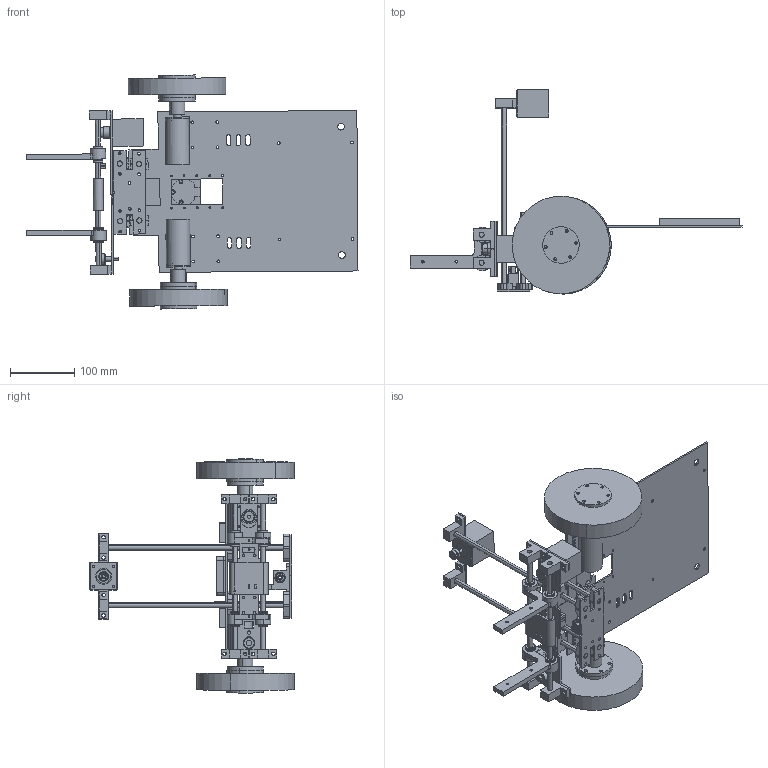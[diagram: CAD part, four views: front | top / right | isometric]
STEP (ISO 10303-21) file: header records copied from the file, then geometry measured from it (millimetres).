
FILE_DESCRIPTION (( 'STEP AP214' ), '1' );
FILE_NAME ('belt_system_V2.STEP', '2021-07-28T14:36:27', ( '' ), ( '' ), 'SwSTEP 2.0', 'SolidWorks 2019', '' );
FILE_SCHEMA (( 'AUTOMOTIVE_DESIGN' ));
Length unit declared in the file: millimetre
Products named in the file (37): Camera Box Top; angular contact ball bearing_68_iso_ISO 15 ABB - 496 - 10,SI,NC,10_68; Linear Bearing with Housing 8 mm shaft; ungrip_rover; Spacer 10 mm for screw 5 mm; Shaft 8 mm 250 mm; Plate Gripper; Plate_Z_bottom_V2; Belt Tightner; Screw Hub; Shaft 8 mm 150 mm; Stepper Nema 17; 2GT_timer; Gripper arm left; Camera Box Bottom; Pulley GT2 20 teeth 5 mm bore 6 mm belt; belt_system_V2; Shaft Support 8 mm flat; Linear Bearing 8 mm; support batterie; radial ball bearing_68_iso_ISO 15 RBB - 325 - 8,SI,NC,8_68; Gripper arm right; Idler; Frame; pince_courroie; Shaft support 8mm upright; Motor Bracket; hex nut gradec_iso_ISO - 4034 - M5 - N; X-axis; Shaft 8 mm 300 mm; equerre3; Plaque_dessus_profil; Wheel; Front Rail Panel; Screw M5 30 mm; montage_courroie_profil; Motor Pololu 131_1
Assembly tree (61 placements, depth 4):
  belt_system_V2
    ungrip_rover
      Screw Hub  x2
      Motor Pololu 131_1  x2
      Motor Bracket  x2
      Wheel  x2
      Frame
      Camera Box Bottom
      Camera Box Top
      support batterie  x2
      Shaft Support 8 mm flat  x2
    montage_courroie_profil
      Plaque_dessus_profil
      radial ball bearing_68_iso_ISO 15 RBB - 325 - 8,SI,NC,8_68
      hex nut gradec_iso_ISO - 4034 - M5 - N
      angular contact ball bearing_68_iso_ISO 15 ABB - 496 - 10,SI,NC,10_68
      pince_courroie
      X-axis
        Shaft support 8mm upright  x4
        Shaft 8 mm 250 mm  x2
        Stepper Nema 17
        Spacer 10 mm for screw 5 mm
        Linear Bearing 8 mm  x4
        Screw M5 30 mm
        Linear Bearing with Housing 8 mm shaft  x2
        Pulley GT2 20 teeth 5 mm bore 6 mm belt
        Idler
        Front Rail Panel
        Gripper arm left
        Gripper arm right
        Belt Tightner  x2
        Plate Gripper
      2GT_timer  x2
      Plate_Z_bottom_V2
      Shaft support 8mm upright  x2
      Shaft Support 8 mm flat  x4
      Shaft 8 mm 300 mm  x2
      Shaft 8 mm 150 mm  x2
      Stepper Nema 17
      equerre3
Bounding box: 517.28 x 317.9 x 364.63 mm (x, y, z)
Volume: 2001053.9 mm3; surface area: 566974.7 mm2
Topology: 58 solids, 58 shells, 1442 faces, 3658 edges, 2416 vertices
Faces by surface type: cylinder 807, plane 595, torus 24, cone 16
Entity records: 36567 total; most frequent: DIRECTION 5640, CARTESIAN_POINT 5272, ORIENTED_EDGE 4916, EDGE_CURVE 2458, AXIS2_PLACEMENT_3D 2184, VERTEX_POINT 1616, EDGE_LOOP 1358, VECTOR 1272
